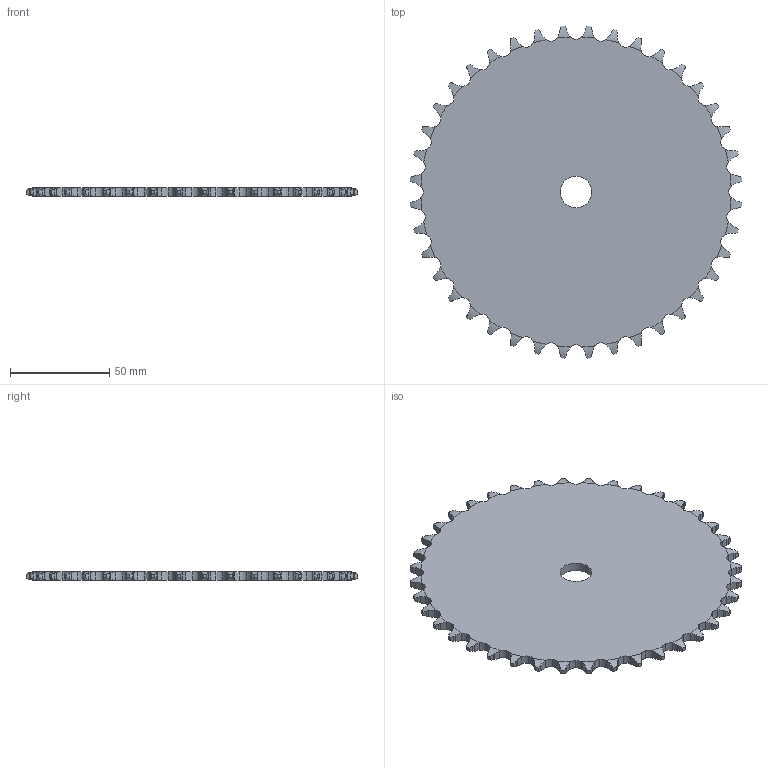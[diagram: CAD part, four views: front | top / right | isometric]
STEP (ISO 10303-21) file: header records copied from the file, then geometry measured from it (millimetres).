
FILE_DESCRIPTION(('FreeCAD Model'),'2;1');
FILE_NAME('Open CASCADE Shape Model','2022-02-19T15:52:11',('FreeCAD'),( 'FreeCAD'),'Open CASCADE STEP processor 7.4','FreeCAD','Unknown');
FILE_SCHEMA(('AUTOMOTIVE_DESIGN { 1 0 10303 214 1 1 1 1 }'));
Length unit declared in the file: millimetre
Products named in the file (1): Open CASCADE STEP translator 7.4 76
Bounding box: 167.41 x 167.41 x 4.5 mm (x, y, z)
Volume: 88296.7 mm3; surface area: 42865.3 mm2
Topology: 1 solids, 1 shells, 443 faces, 1323 edges, 882 vertices
Faces by surface type: cylinder 281, plane 82, torus 80
Full cylindrical faces by diameter (mm): 16 x1
Entity records: 39804 total; most frequent: CARTESIAN_POINT 17553, DIRECTION 3017, ORIENTED_EDGE 2646, PCURVE 2646, DEFINITIONAL_REPRESENTATION 2646, B_SPLINE_CURVE_WITH_KNOTS 1920, LINE 1485, VECTOR 1485
